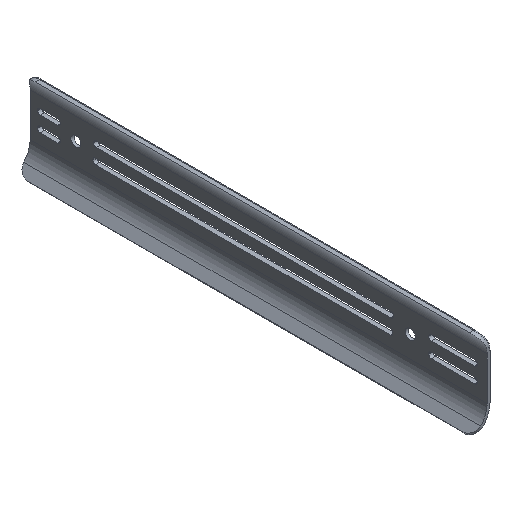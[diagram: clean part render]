
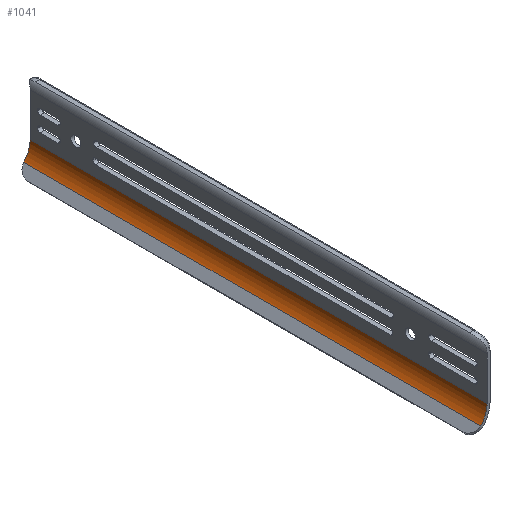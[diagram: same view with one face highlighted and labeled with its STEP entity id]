
A CAD part, isometric view. The second image highlights one B-rep face of the part: STEP entity #1041.
In plain terms, the highlighted cylindrical face has radius 8 mm (diameter 16 mm), a partial arc.
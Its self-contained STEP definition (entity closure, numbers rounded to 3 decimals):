
#965=CARTESIAN_POINT('',(33.307,604.07,-44.334));
#966=VERTEX_POINT('',#965);
#967=CARTESIAN_POINT('',(33.307,764.01,-44.334));
#968=VERTEX_POINT('',#967);
#969=CARTESIAN_POINT('',(33.307,604.07,-44.334));
#970=DIRECTION('',(0.,1.,0.));
#971=VECTOR('',#970,159.941);
#972=LINE('',#969,#971);
#973=EDGE_CURVE('',#966,#968,#972,.T.);
#991=CARTESIAN_POINT('',(27.6,604.04,-38.728));
#992=DIRECTION('',(0.,1.,0.));
#993=DIRECTION('',(0.,-0.,1.));
#994=AXIS2_PLACEMENT_3D('',#991,#992,#993);
#995=CYLINDRICAL_SURFACE('',#994,8.);
#996=CARTESIAN_POINT('',(35.6,764.04,-38.728));
#997=VERTEX_POINT('',#996);
#998=CARTESIAN_POINT('',(33.639,764.04,-43.975));
#999=VERTEX_POINT('',#998);
#1000=CARTESIAN_POINT('',(27.6,764.04,-38.728));
#1001=DIRECTION('',(0.,1.,0.));
#1002=DIRECTION('',(0.,-0.,1.));
#1003=AXIS2_PLACEMENT_3D('',#1000,#1001,#1002);
#1004=CIRCLE('',#1003,8.);
#1005=EDGE_CURVE('',#997,#999,#1004,.T.);
#1006=ORIENTED_EDGE('',*,*,#1005,.T.);
#1007=CARTESIAN_POINT('',(33.639,764.04,-43.975));
#1008=CARTESIAN_POINT('',(33.532,764.04,-44.099));
#1009=CARTESIAN_POINT('',(33.421,764.03,-44.218));
#1010=CARTESIAN_POINT('',(33.307,764.01,-44.334));
#1011=B_SPLINE_CURVE_WITH_KNOTS('',3,(#1007,#1008,#1009,#1010),.UNSPECIFIED.,.F.,.F.,(4,4),(0.,0.),.UNSPECIFIED.);
#1012=EDGE_CURVE('',#999,#968,#1011,.T.);
#1013=ORIENTED_EDGE('',*,*,#1012,.T.);
#1014=ORIENTED_EDGE('',*,*,#973,.F.);
#1015=CARTESIAN_POINT('',(33.639,604.04,-43.975));
#1016=VERTEX_POINT('',#1015);
#1017=CARTESIAN_POINT('',(33.307,604.07,-44.334));
#1018=CARTESIAN_POINT('',(33.421,604.05,-44.218));
#1019=CARTESIAN_POINT('',(33.532,604.04,-44.099));
#1020=CARTESIAN_POINT('',(33.639,604.04,-43.975));
#1021=B_SPLINE_CURVE_WITH_KNOTS('',3,(#1017,#1018,#1019,#1020),.UNSPECIFIED.,.F.,.F.,(4,4),(0.,0.),.UNSPECIFIED.);
#1022=EDGE_CURVE('',#966,#1016,#1021,.T.);
#1023=ORIENTED_EDGE('',*,*,#1022,.T.);
#1024=CARTESIAN_POINT('',(35.6,604.04,-38.728));
#1025=VERTEX_POINT('',#1024);
#1026=CARTESIAN_POINT('',(27.6,604.04,-38.728));
#1027=DIRECTION('',(0.,1.,0.));
#1028=DIRECTION('',(0.,-0.,1.));
#1029=AXIS2_PLACEMENT_3D('',#1026,#1027,#1028);
#1030=CIRCLE('',#1029,8.);
#1031=EDGE_CURVE('',#1025,#1016,#1030,.T.);
#1032=ORIENTED_EDGE('',*,*,#1031,.F.);
#1033=CARTESIAN_POINT('',(35.6,604.04,-38.728));
#1034=DIRECTION('',(0.,1.,0.));
#1035=VECTOR('',#1034,160.);
#1036=LINE('',#1033,#1035);
#1037=EDGE_CURVE('',#1025,#997,#1036,.T.);
#1038=ORIENTED_EDGE('',*,*,#1037,.T.);
#1039=EDGE_LOOP('',(#1006,#1013,#1014,#1023,#1032,#1038));
#1040=FACE_BOUND('',#1039,.T.);
#1041=ADVANCED_FACE('',(#1040),#995,.F.);
